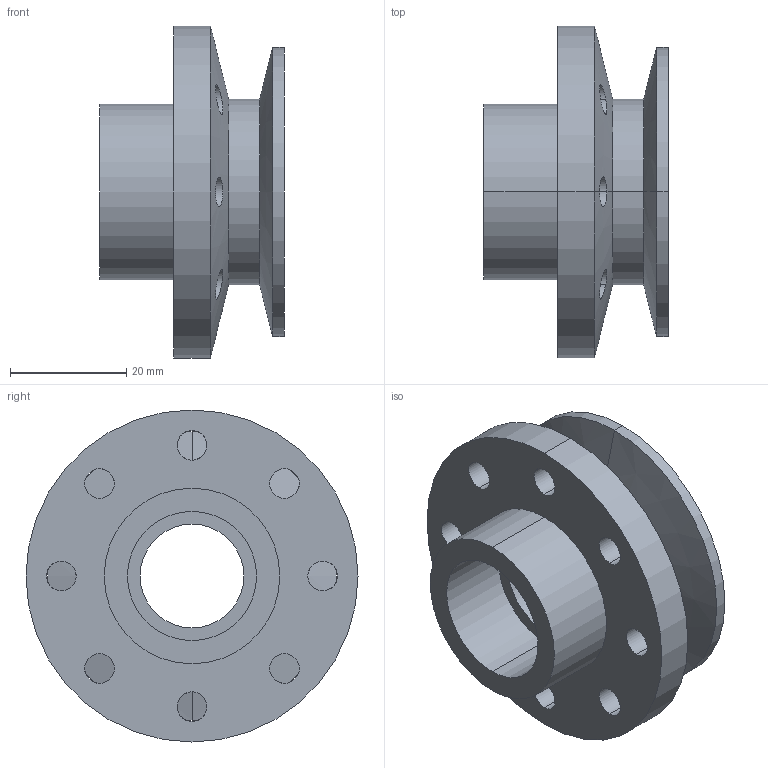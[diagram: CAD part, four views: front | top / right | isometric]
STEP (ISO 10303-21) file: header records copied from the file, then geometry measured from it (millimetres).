
FILE_DESCRIPTION (( 'STEP AP214' ), '1' );
FILE_NAME ('Weapon Output Pulley.STEP', '2024-09-14T01:47:38', ( '' ), ( '' ), 'SwSTEP 2.0', 'SolidWorks 2024', '' );
FILE_SCHEMA (( 'AUTOMOTIVE_DESIGN' ));
Length unit declared in the file: inch
Products named in the file (1): Weapon Output Pulley
Bounding box: 31.75 x 57.15 x 57.15 mm (x, y, z)
Volume: 28821.6 mm3; surface area: 12999.4 mm2
Topology: 1 solids, 1 shells, 39 faces, 96 edges, 60 vertices
Faces by surface type: cylinder 30, plane 5, cone 4
Entity records: 1665 total; most frequent: CARTESIAN_POINT 672, DIRECTION 204, ORIENTED_EDGE 192, EDGE_CURVE 96, AXIS2_PLACEMENT_3D 84, VERTEX_POINT 60, EDGE_LOOP 58, CIRCLE 44
